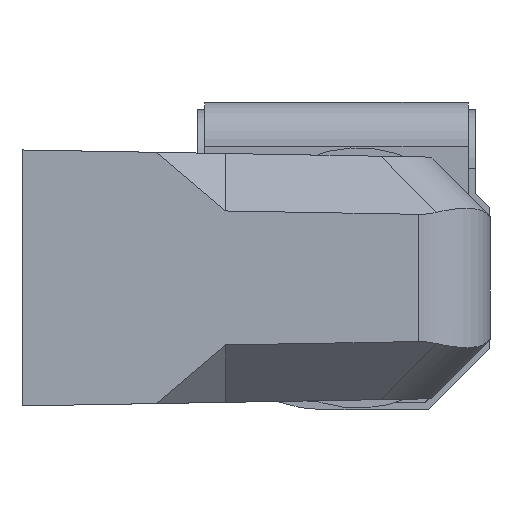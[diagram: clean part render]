
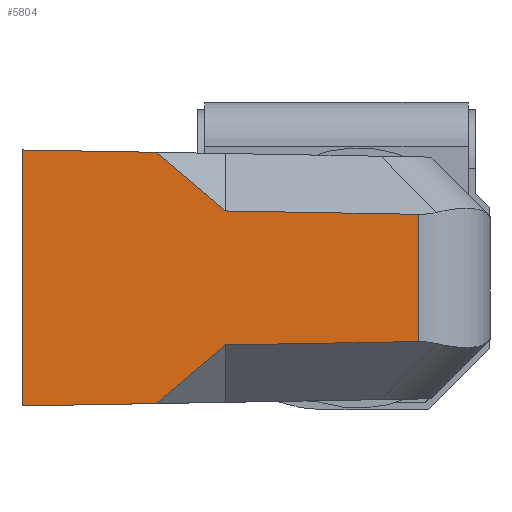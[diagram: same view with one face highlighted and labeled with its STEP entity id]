
A CAD part, front view. The second image highlights one B-rep face of the part: STEP entity #5804.
In plain terms, the highlighted planar face has unit normal (0.018, -1, 0).
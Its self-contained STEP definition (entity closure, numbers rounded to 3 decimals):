
#32 = CARTESIAN_POINT ( 'NONE',  ( -13.802, -63.339, -8.589 ) ) ;
#37 = CARTESIAN_POINT ( 'NONE',  ( 4.087, -63.027, 4.35 ) ) ;
#38 = CARTESIAN_POINT ( 'NONE',  ( -13.802, -63.339, 8.589 ) ) ;
#39 = CARTESIAN_POINT ( 'NONE',  ( -9.072, -63.257, -4.579 ) ) ;
#40 = CARTESIAN_POINT ( 'NONE',  ( -9.072, -63.257, 4.579 ) ) ;
#41 = CARTESIAN_POINT ( 'NONE',  ( 4.087, -63.027, -4.35 ) ) ;
#51 = CARTESIAN_POINT ( 'NONE',  ( -23., -63.5, -8.75 ) ) ;
#1029 = PLANE ( 'NONE',  #2863 ) ;
#1030 = CARTESIAN_POINT ( 'NONE',  ( -23., -63.5, 8.75 ) ) ;
#1031 = DIRECTION ( 'NONE',  ( -0.017, 1., 0. ) ) ;
#1032 = DIRECTION ( 'NONE',  ( -1., -0.017, 0. ) ) ;
#2050 = LINE ( 'NONE', #2051, #5181 ) ;
#2051 = CARTESIAN_POINT ( 'NONE',  ( 4.087, -63.027, 8.75 ) ) ;
#2052 = DIRECTION ( 'NONE',  ( 0., 0., 1. ) ) ;
#2053 = LINE ( 'NONE', #2054, #5182 ) ;
#2054 = CARTESIAN_POINT ( 'NONE',  ( -22.763, -63.496, -4.819 ) ) ;
#2055 = DIRECTION ( 'NONE',  ( -1., -0.017, -0.017 ) ) ;
#2056 = LINE ( 'NONE', #2057, #5183 ) ;
#2057 = CARTESIAN_POINT ( 'NONE',  ( -23.069, -63.501, 4.824 ) ) ;
#2058 = DIRECTION ( 'NONE',  ( -1., -0.017, 0.017 ) ) ;
#2059 = LINE ( 'NONE', #2060, #5184 ) ;
#2060 = CARTESIAN_POINT ( 'NONE',  ( -19.233, -63.434, 13.194 ) ) ;
#2061 = DIRECTION ( 'NONE',  ( -0.763, -0.013, 0.647 ) ) ;
#2062 = LINE ( 'NONE', #2063, #5185 ) ;
#2063 = CARTESIAN_POINT ( 'NONE',  ( -23., -63.5, 8.75 ) ) ;
#2064 = DIRECTION ( 'NONE',  ( 1., 0.017, -0.017 ) ) ;
#2065 = LINE ( 'NONE', #2066, #5186 ) ;
#2066 = CARTESIAN_POINT ( 'NONE',  ( -23., -63.5, 8.75 ) ) ;
#2067 = DIRECTION ( 'NONE',  ( 0., 0., -1. ) ) ;
#2068 = LINE ( 'NONE', #2069, #5187 ) ;
#2069 = CARTESIAN_POINT ( 'NONE',  ( -22.695, -63.495, -8.745 ) ) ;
#2070 = DIRECTION ( 'NONE',  ( -1., -0.017, -0.017 ) ) ;
#2071 = LINE ( 'NONE', #2072, #5188 ) ;
#2072 = CARTESIAN_POINT ( 'NONE',  ( -10.603, -63.284, -5.877 ) ) ;
#2073 = DIRECTION ( 'NONE',  ( 0.763, 0.013, 0.647 ) ) ;
#2267 = CARTESIAN_POINT ( 'NONE',  ( -23., -63.5, 8.75 ) ) ;
#2418 = EDGE_CURVE ( 'NONE', #4831, #4827, #2050, .T. ) ;
#2419 = EDGE_CURVE ( 'NONE', #4831, #4829, #2053, .T. ) ;
#2420 = EDGE_CURVE ( 'NONE', #4827, #4830, #2056, .T. ) ;
#2421 = EDGE_CURVE ( 'NONE', #4830, #4828, #2059, .T. ) ;
#2422 = EDGE_CURVE ( 'NONE', #4772, #4828, #2062, .T. ) ;
#2423 = EDGE_CURVE ( 'NONE', #4772, #4841, #2065, .T. ) ;
#2424 = EDGE_CURVE ( 'NONE', #4822, #4841, #2068, .T. ) ;
#2425 = EDGE_CURVE ( 'NONE', #4822, #4829, #2071, .T. ) ;
#2863 = AXIS2_PLACEMENT_3D ( 'NONE', #1030, #1031, #1032 ) ;
#2865 = FACE_OUTER_BOUND ( 'NONE', #4153, .T. ) ;
#4153 = EDGE_LOOP ( 'NONE', ( #4636, #4640, #4639, #4641, #4642, #4643, #4644, #4645 ) ) ;
#4636 = ORIENTED_EDGE ( 'NONE', *, *, #2419, .F. ) ;
#4639 = ORIENTED_EDGE ( 'NONE', *, *, #2420, .T. ) ;
#4640 = ORIENTED_EDGE ( 'NONE', *, *, #2418, .T. ) ;
#4641 = ORIENTED_EDGE ( 'NONE', *, *, #2421, .T. ) ;
#4642 = ORIENTED_EDGE ( 'NONE', *, *, #2422, .F. ) ;
#4643 = ORIENTED_EDGE ( 'NONE', *, *, #2423, .T. ) ;
#4644 = ORIENTED_EDGE ( 'NONE', *, *, #2424, .F. ) ;
#4645 = ORIENTED_EDGE ( 'NONE', *, *, #2425, .T. ) ;
#4772 = VERTEX_POINT ( 'NONE', #2267 ) ;
#4822 = VERTEX_POINT ( 'NONE', #32 ) ;
#4827 = VERTEX_POINT ( 'NONE', #37 ) ;
#4828 = VERTEX_POINT ( 'NONE', #38 ) ;
#4829 = VERTEX_POINT ( 'NONE', #39 ) ;
#4830 = VERTEX_POINT ( 'NONE', #40 ) ;
#4831 = VERTEX_POINT ( 'NONE', #41 ) ;
#4841 = VERTEX_POINT ( 'NONE', #51 ) ;
#5181 = VECTOR ( 'NONE', #2052, 1000. ) ;
#5182 = VECTOR ( 'NONE', #2055, 1000. ) ;
#5183 = VECTOR ( 'NONE', #2058, 1000. ) ;
#5184 = VECTOR ( 'NONE', #2061, 1000. ) ;
#5185 = VECTOR ( 'NONE', #2064, 1000. ) ;
#5186 = VECTOR ( 'NONE', #2067, 1000. ) ;
#5187 = VECTOR ( 'NONE', #2070, 1000. ) ;
#5188 = VECTOR ( 'NONE', #2073, 1000. ) ;
#5804 = ADVANCED_FACE ( 'NONE', ( #2865 ), #1029, .F. ) ;
